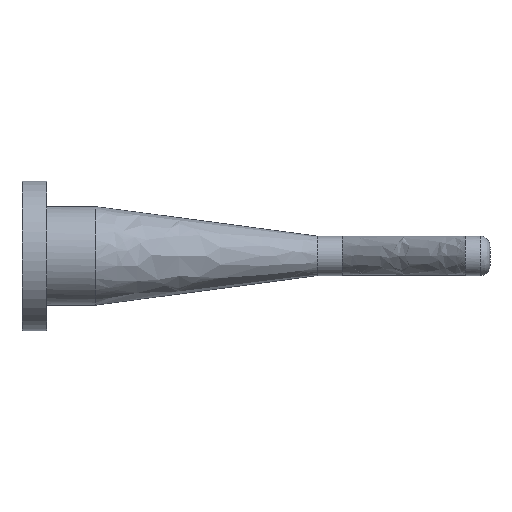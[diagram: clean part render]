
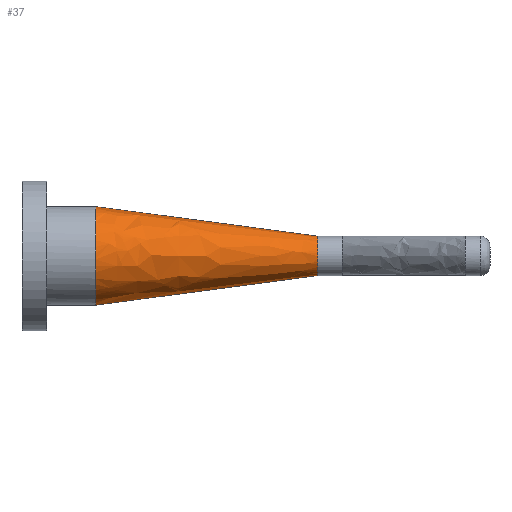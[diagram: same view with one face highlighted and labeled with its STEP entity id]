
A CAD part, front view. The second image highlights one B-rep face of the part: STEP entity #37.
In plain terms, the highlighted free-form (B-spline) face has degree [2, 1] with [5, 2] control points.
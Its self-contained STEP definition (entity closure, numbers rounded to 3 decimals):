
#37=ADVANCED_FACE('',(#81),#656,.T.);
#81=FACE_OUTER_BOUND('',#125,.T.);
#125=EDGE_LOOP('',(#202,#203,#204,#205));
#202=ORIENTED_EDGE('',*,*,#435,.T.);
#203=ORIENTED_EDGE('',*,*,#398,.F.);
#204=ORIENTED_EDGE('',*,*,#386,.F.);
#205=ORIENTED_EDGE('',*,*,#385,.T.);
#385=EDGE_CURVE('',#577,#573,#511,.T.);
#386=EDGE_CURVE('',#577,#576,#470,.T.);
#398=EDGE_CURVE('',#576,#583,#520,.T.);
#435=EDGE_CURVE('',#573,#583,#487,.T.);
#470=B_SPLINE_CURVE_WITH_KNOTS('',1,(#1121,#1122),.UNSPECIFIED.,.F.,.F.,
(2,2),(60.531,151.327),.UNSPECIFIED.);
#487=B_SPLINE_CURVE_WITH_KNOTS('',1,(#1311,#1312),.UNSPECIFIED.,.F.,.F.,
(2,2),(60.531,151.327),.UNSPECIFIED.);
#511=(
BOUNDED_CURVE()
B_SPLINE_CURVE(2,(#1116,#1117,#1118,#1119,#1120),.UNSPECIFIED.,.F.,.F.)
B_SPLINE_CURVE_WITH_KNOTS((3,2,3),(0.,12.566,25.133),
 .UNSPECIFIED.)
CURVE()
GEOMETRIC_REPRESENTATION_ITEM()
RATIONAL_B_SPLINE_CURVE((1.,0.707,1.,0.707,1.))
REPRESENTATION_ITEM('')
);
#520=(
BOUNDED_CURVE()
B_SPLINE_CURVE(2,(#1169,#1170,#1171,#1172,#1173),.UNSPECIFIED.,.F.,.F.)
B_SPLINE_CURVE_WITH_KNOTS((3,2,3),(62.832,94.248,125.664),
 .UNSPECIFIED.)
CURVE()
GEOMETRIC_REPRESENTATION_ITEM()
RATIONAL_B_SPLINE_CURVE((1.,0.707,1.,0.707,1.))
REPRESENTATION_ITEM('')
);
#573=VERTEX_POINT('',#1005);
#576=VERTEX_POINT('',#1008);
#577=VERTEX_POINT('',#1009);
#583=VERTEX_POINT('',#1015);
#656=(
BOUNDED_SURFACE()
B_SPLINE_SURFACE(2,1,((#860,#861),(#862,#863),(#864,#865),(#866,#867),(#868,
#869)),.UNSPECIFIED.,.F.,.F.,.F.)
B_SPLINE_SURFACE_WITH_KNOTS((3,2,3),(2,2),(0.,34.583,69.165),
(0.,166.581),.UNSPECIFIED.)
GEOMETRIC_REPRESENTATION_ITEM()
RATIONAL_B_SPLINE_SURFACE(((1.,1.),(0.707,0.707),
(1.,1.),(0.707,0.707),(1.,1.)))
REPRESENTATION_ITEM('')
SURFACE()
);
#860=CARTESIAN_POINT('',(-130.,0.,891.75));
#861=CARTESIAN_POINT('',(-295.12,0.,869.734));
#862=CARTESIAN_POINT('',(-130.,0.,891.75));
#863=CARTESIAN_POINT('',(-295.12,-22.016,869.734));
#864=CARTESIAN_POINT('',(-130.,0.,891.75));
#865=CARTESIAN_POINT('',(-295.12,-22.016,891.75));
#866=CARTESIAN_POINT('',(-130.,0.,891.75));
#867=CARTESIAN_POINT('',(-295.12,-22.016,913.766));
#868=CARTESIAN_POINT('',(-130.,0.,891.75));
#869=CARTESIAN_POINT('',(-295.12,0.,913.766));
#1005=CARTESIAN_POINT('',(-190.,0.,899.75));
#1008=CARTESIAN_POINT('',(-280.,0.,871.75));
#1009=CARTESIAN_POINT('',(-190.,0.,883.75));
#1015=CARTESIAN_POINT('',(-280.,0.,911.75));
#1116=CARTESIAN_POINT('',(-190.,0.,883.75));
#1117=CARTESIAN_POINT('',(-190.,-8.,883.75));
#1118=CARTESIAN_POINT('',(-190.,-8.,891.75));
#1119=CARTESIAN_POINT('',(-190.,-8.,899.75));
#1120=CARTESIAN_POINT('',(-190.,0.,899.75));
#1121=CARTESIAN_POINT('',(-190.,0.,883.75));
#1122=CARTESIAN_POINT('',(-280.,0.,871.75));
#1169=CARTESIAN_POINT('',(-280.,0.,871.75));
#1170=CARTESIAN_POINT('',(-280.,-20.,871.75));
#1171=CARTESIAN_POINT('',(-280.,-20.,891.75));
#1172=CARTESIAN_POINT('',(-280.,-20.,911.75));
#1173=CARTESIAN_POINT('',(-280.,0.,911.75));
#1311=CARTESIAN_POINT('',(-190.,0.,899.75));
#1312=CARTESIAN_POINT('',(-280.,0.,911.75));
